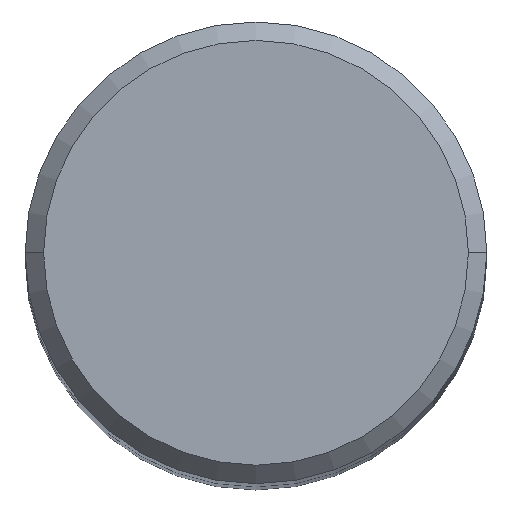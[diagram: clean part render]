
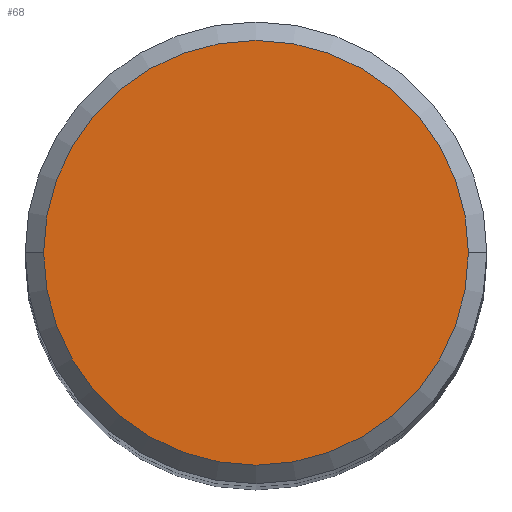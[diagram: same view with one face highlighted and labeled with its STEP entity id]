
A CAD part, top view. The second image highlights one B-rep face of the part: STEP entity #68.
In plain terms, the highlighted planar face has unit normal (0, 0, 1).
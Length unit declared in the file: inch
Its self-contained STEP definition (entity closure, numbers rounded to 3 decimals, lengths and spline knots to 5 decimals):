
#19 = CARTESIAN_POINT ( 'NONE',  ( 0., 0., 0. ) ) ;
#31 = CIRCLE ( 'NONE', #392, 0.23 ) ;
#58 = DIRECTION ( 'NONE',  ( 1., 0., 0. ) ) ;
#66 = FACE_OUTER_BOUND ( 'NONE', #378, .T. ) ;
#68 = ADVANCED_FACE ( 'NONE', ( #66 ), #77, .F. ) ;
#77 = PLANE ( 'NONE',  #272 ) ;
#130 = ORIENTED_EDGE ( 'NONE', *, *, #271, .T. ) ;
#138 = AXIS2_PLACEMENT_3D ( 'NONE', #19, #402, #294 ) ;
#199 = VERTEX_POINT ( 'NONE', #403 ) ;
#249 = DIRECTION ( 'NONE',  ( 0., 0., 1. ) ) ;
#271 = EDGE_CURVE ( 'NONE', #309, #199, #336, .T. ) ;
#272 = AXIS2_PLACEMENT_3D ( 'NONE', #380, #287, #383 ) ;
#287 = DIRECTION ( 'NONE',  ( 0., 0., -1. ) ) ;
#294 = DIRECTION ( 'NONE',  ( 1., 0., 0. ) ) ;
#303 = ORIENTED_EDGE ( 'NONE', *, *, #371, .T. ) ;
#309 = VERTEX_POINT ( 'NONE', #435 ) ;
#324 = CARTESIAN_POINT ( 'NONE',  ( 0., 0., 0. ) ) ;
#336 = CIRCLE ( 'NONE', #138, 0.23 ) ;
#371 = EDGE_CURVE ( 'NONE', #199, #309, #31, .T. ) ;
#378 = EDGE_LOOP ( 'NONE', ( #130, #303 ) ) ;
#380 = CARTESIAN_POINT ( 'NONE',  ( 0., 0.23, 0. ) ) ;
#383 = DIRECTION ( 'NONE',  ( -1., 0., 0. ) ) ;
#392 = AXIS2_PLACEMENT_3D ( 'NONE', #324, #249, #58 ) ;
#402 = DIRECTION ( 'NONE',  ( 0., 0., 1. ) ) ;
#403 = CARTESIAN_POINT ( 'NONE',  ( 0.23, 0., 0. ) ) ;
#435 = CARTESIAN_POINT ( 'NONE',  ( -0.23, 0., 0. ) ) ;
